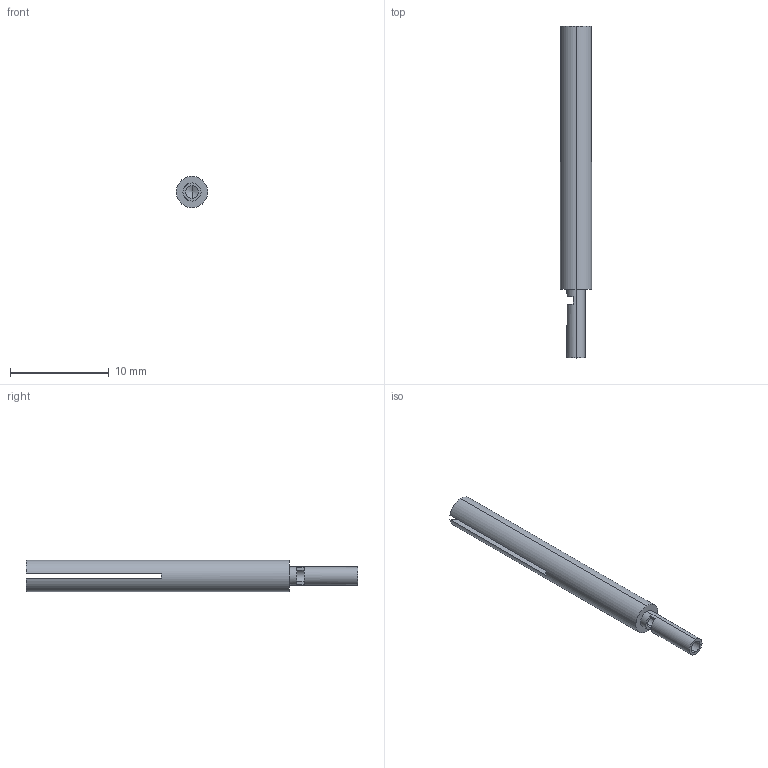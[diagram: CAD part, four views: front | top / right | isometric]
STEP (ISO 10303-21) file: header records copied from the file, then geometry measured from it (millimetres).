
FILE_DESCRIPTION (( 'STEP AP203' ), '1' );
FILE_NAME ('A1041-1-CN.STEP', '2013-11-06T14:05:39', ( '' ), ( '' ), 'SwSTEP 2.0', 'SolidWorks 2012', '' );
FILE_SCHEMA (( 'CONFIG_CONTROL_DESIGN' ));
Length unit declared in the file: inch
Products named in the file (1): A1041-1-CN
Bounding box: 3.17 x 33.66 x 3.17 mm (x, y, z)
Volume: 178.6 mm3; surface area: 436.2 mm2
Topology: 1 solids, 1 shells, 29 faces, 76 edges, 47 vertices
Faces by surface type: plane 14, cylinder 8, cone 7
Entity records: 960 total; most frequent: CARTESIAN_POINT 161, DIRECTION 159, ORIENTED_EDGE 144, EDGE_CURVE 72, AXIS2_PLACEMENT_3D 61, VERTEX_POINT 47, VECTOR 37, LINE 37
